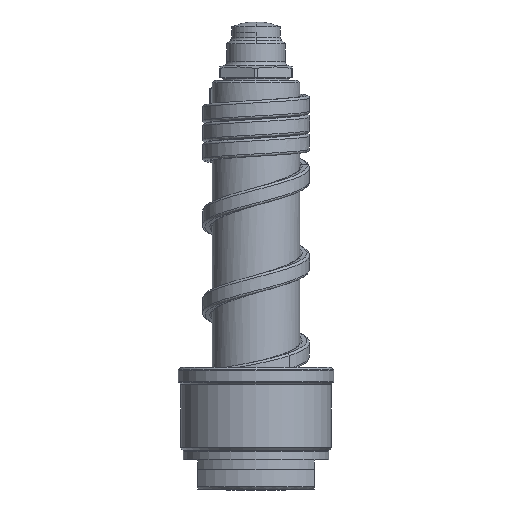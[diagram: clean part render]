
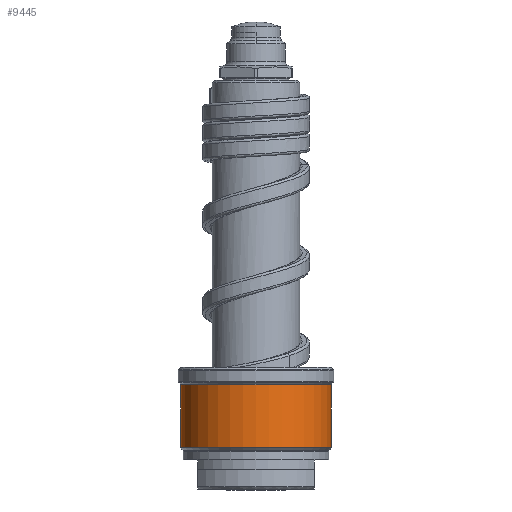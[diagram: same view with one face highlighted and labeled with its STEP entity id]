
A CAD part, front view. The second image highlights one B-rep face of the part: STEP entity #9445.
In plain terms, the highlighted cylindrical face has radius 15.5 mm (diameter 31 mm), a partial arc.
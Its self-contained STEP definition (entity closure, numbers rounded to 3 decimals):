
#2169=CARTESIAN_POINT('',(0.,0.,8.583));
#2170=DIRECTION('',(0.,0.,1.));
#2171=DIRECTION('',(-1.,0.,0.));
#2172=AXIS2_PLACEMENT_3D('',#2169,#2170,#2171);
#2174=DIRECTION('',(0.,0.,-1.));
#2175=VECTOR('',#2174,12.835);
#2176=CARTESIAN_POINT('',(-15.5,0.,21.417));
#2177=LINE('',#2176,#2175);
#2178=CARTESIAN_POINT('',(0.,0.,21.417));
#2179=DIRECTION('',(0.,0.,1.));
#2180=DIRECTION('',(-1.,0.,0.));
#2181=AXIS2_PLACEMENT_3D('',#2178,#2179,#2180);
#2183=DIRECTION('',(0.,0.,-1.));
#2184=VECTOR('',#2183,12.835);
#2185=CARTESIAN_POINT('',(15.5,0.,21.417));
#2186=LINE('',#2185,#2184);
#6414=CARTESIAN_POINT('',(15.5,0.,21.417));
#6415=CARTESIAN_POINT('',(-15.5,0.,21.417));
#6416=VERTEX_POINT('',#6414);
#6417=VERTEX_POINT('',#6415);
#6440=CARTESIAN_POINT('',(15.5,0.,8.583));
#6441=VERTEX_POINT('',#6440);
#6442=CARTESIAN_POINT('',(-15.5,0.,8.583));
#6443=VERTEX_POINT('',#6442);
#9433=CARTESIAN_POINT('',(0.,0.,7.15));
#9434=DIRECTION('',(0.,0.,1.));
#9435=DIRECTION('',(-1.,0.,0.));
#9436=AXIS2_PLACEMENT_3D('',#9433,#9434,#9435);
#9437=CYLINDRICAL_SURFACE('',#9436,15.5);
#9438=ORIENTED_EDGE('',*,*,#9405,.F.);
#9439=ORIENTED_EDGE('',*,*,#9423,.F.);
#9441=ORIENTED_EDGE('',*,*,#9440,.T.);
#9442=ORIENTED_EDGE('',*,*,#9419,.T.);
#9443=EDGE_LOOP('',(#9438,#9439,#9441,#9442));
#9444=FACE_OUTER_BOUND('',#9443,.F.);
#2173=CIRCLE('',#2172,15.5);
#2182=CIRCLE('',#2181,15.5);
#9405=EDGE_CURVE('',#6443,#6441,#2173,.T.);
#9419=EDGE_CURVE('',#6416,#6441,#2186,.T.);
#9423=EDGE_CURVE('',#6417,#6443,#2177,.T.);
#9440=EDGE_CURVE('',#6417,#6416,#2182,.T.);
#9445=ADVANCED_FACE('',(#9444),#9437,.T.);
